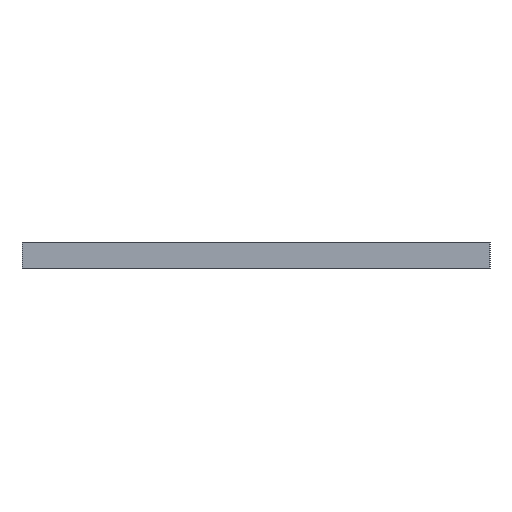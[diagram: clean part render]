
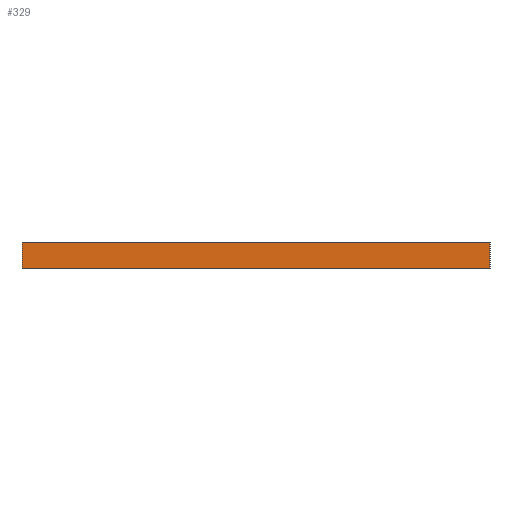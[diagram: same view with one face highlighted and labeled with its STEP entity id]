
A CAD part, left-side view. The second image highlights one B-rep face of the part: STEP entity #329.
In plain terms, the highlighted planar face has unit normal (-1, 0, 0).
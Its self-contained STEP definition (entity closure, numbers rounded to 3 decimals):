
#4 = CARTESIAN_POINT ( 'NONE',  ( 0., 0., 1. ) ) ;
#21 = EDGE_CURVE ( 'NONE', #546, #286, #83, .T. ) ;
#29 = PLANE ( 'NONE',  #501 ) ;
#51 = VERTEX_POINT ( 'NONE', #708 ) ;
#83 = LINE ( 'NONE', #4, #933 ) ;
#112 = EDGE_LOOP ( 'NONE', ( #181, #941, #985, #605 ) ) ;
#138 = FACE_OUTER_BOUND ( 'NONE', #112, .T. ) ;
#155 = DIRECTION ( 'NONE',  ( 0., 1., 0. ) ) ;
#181 = ORIENTED_EDGE ( 'NONE', *, *, #314, .F. ) ;
#186 = DIRECTION ( 'NONE',  ( 0., 0., -1. ) ) ;
#193 = CARTESIAN_POINT ( 'NONE',  ( 0., 0., 1. ) ) ;
#268 = CARTESIAN_POINT ( 'NONE',  ( 0., 0., 1. ) ) ;
#277 = CARTESIAN_POINT ( 'NONE',  ( 0., 18., 1. ) ) ;
#286 = VERTEX_POINT ( 'NONE', #443 ) ;
#290 = CARTESIAN_POINT ( 'NONE',  ( 0., 0., 0. ) ) ;
#299 = EDGE_CURVE ( 'NONE', #546, #334, #1000, .T. ) ;
#314 = EDGE_CURVE ( 'NONE', #334, #51, #585, .T. ) ;
#329 = ADVANCED_FACE ( 'NONE', ( #138 ), #29, .T. ) ;
#334 = VERTEX_POINT ( 'NONE', #749 ) ;
#412 = CARTESIAN_POINT ( 'NONE',  ( 0., 0., 1. ) ) ;
#428 = DIRECTION ( 'NONE',  ( 0., 0., 1. ) ) ;
#443 = CARTESIAN_POINT ( 'NONE',  ( 0., 18., 1. ) ) ;
#478 = EDGE_CURVE ( 'NONE', #286, #51, #596, .T. ) ;
#501 = AXIS2_PLACEMENT_3D ( 'NONE', #193, #511, #428 ) ;
#511 = DIRECTION ( 'NONE',  ( -1., 0., 0. ) ) ;
#546 = VERTEX_POINT ( 'NONE', #412 ) ;
#585 = LINE ( 'NONE', #290, #733 ) ;
#596 = LINE ( 'NONE', #277, #868 ) ;
#598 = DIRECTION ( 'NONE',  ( 0., 0., -1. ) ) ;
#605 = ORIENTED_EDGE ( 'NONE', *, *, #478, .T. ) ;
#635 = VECTOR ( 'NONE', #598, 1000. ) ;
#708 = CARTESIAN_POINT ( 'NONE',  ( 0., 18., 0. ) ) ;
#733 = VECTOR ( 'NONE', #929, 1000. ) ;
#749 = CARTESIAN_POINT ( 'NONE',  ( 0., 0., 0. ) ) ;
#868 = VECTOR ( 'NONE', #186, 1000. ) ;
#929 = DIRECTION ( 'NONE',  ( 0., 1., 0. ) ) ;
#933 = VECTOR ( 'NONE', #155, 1000. ) ;
#941 = ORIENTED_EDGE ( 'NONE', *, *, #299, .F. ) ;
#985 = ORIENTED_EDGE ( 'NONE', *, *, #21, .T. ) ;
#1000 = LINE ( 'NONE', #268, #635 ) ;
